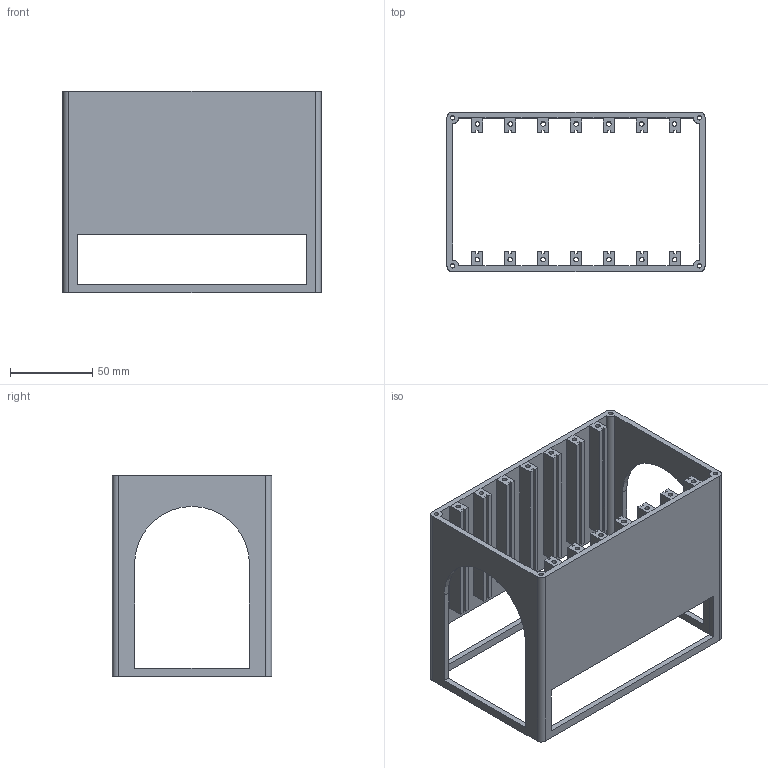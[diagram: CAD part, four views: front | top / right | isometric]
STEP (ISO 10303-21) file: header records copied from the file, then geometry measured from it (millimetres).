
FILE_DESCRIPTION(('FreeCAD Model'),'2;1');
FILE_NAME('Open CASCADE Shape Model','2024-04-05T14:04:01',(''),(''), 'Open CASCADE STEP processor 7.7','FreeCAD','Unknown');
FILE_SCHEMA(('AUTOMOTIVE_DESIGN { 1 0 10303 214 1 1 1 1 }'));
Length unit declared in the file: millimetre
Products named in the file (1): Rail Body
Bounding box: 157 x 97 x 122.38 mm (x, y, z)
Volume: 193123.5 mm3; surface area: 122099 mm2
Topology: 1 solids, 1 shells, 178 faces, 500 edges, 324 vertices
Faces by surface type: plane 150, cylinder 28
Full cylindrical faces by diameter (mm): 2.667 x4, 2.794 x14
Entity records: 12258 total; most frequent: CARTESIAN_POINT 2015, DIRECTION 1912, LINE 1388, VECTOR 1388, ORIENTED_EDGE 1000, PCURVE 1000, DEFINITIONAL_REPRESENTATION 1000, EDGE_CURVE 500
